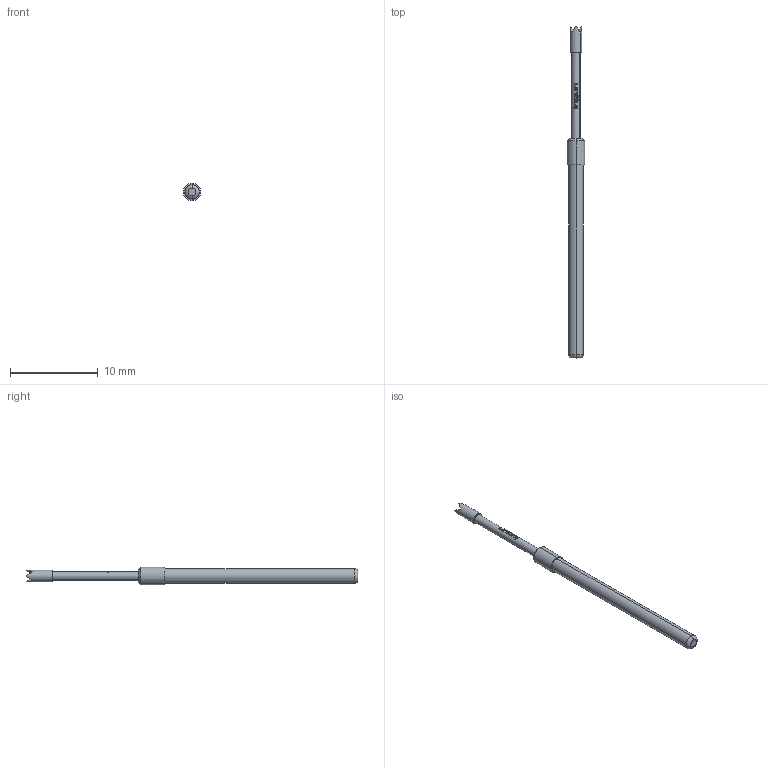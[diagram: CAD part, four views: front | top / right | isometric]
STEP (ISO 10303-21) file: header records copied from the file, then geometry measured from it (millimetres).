
FILE_DESCRIPTION (( 'STEP AP203' ), '1' );
FILE_NAME ('INGUN_GKS-412_204_130_R_xx03.STEP', '2020-09-14T13:39:09', ( '' ), ( '' ), 'SwSTEP 2.0', 'SolidWorks 2018', '' );
FILE_SCHEMA (( 'CONFIG_CONTROL_DESIGN' ));
Length unit declared in the file: millimetre
Products named in the file (1): INGUN_GKS-412_204_130_R_xx03
Bounding box: 2 x 37.8 x 2 mm (x, y, z)
Volume: 67.1 mm3; surface area: 183.4 mm2
Topology: 1 solids, 1 shells, 95 faces, 238 edges, 155 vertices
Faces by surface type: bspline 53, plane 22, cylinder 14, cone 4, torus 2
Entity records: 3905 total; most frequent: CARTESIAN_POINT 2084, ORIENTED_EDGE 476, EDGE_CURVE 238, B_SPLINE_CURVE_WITH_KNOTS 186, VERTEX_POINT 155, DIRECTION 154, EDGE_LOOP 105, FACE_OUTER_BOUND 95
